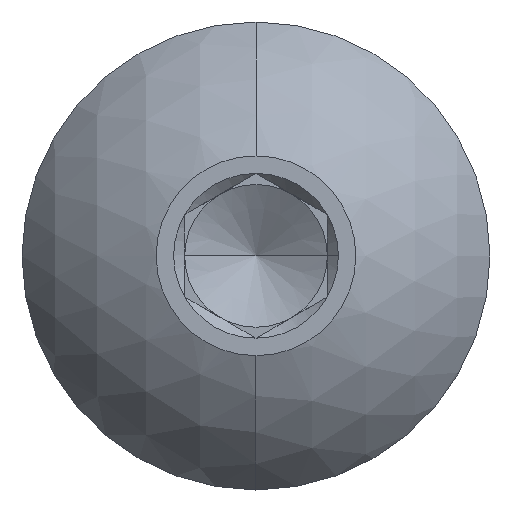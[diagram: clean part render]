
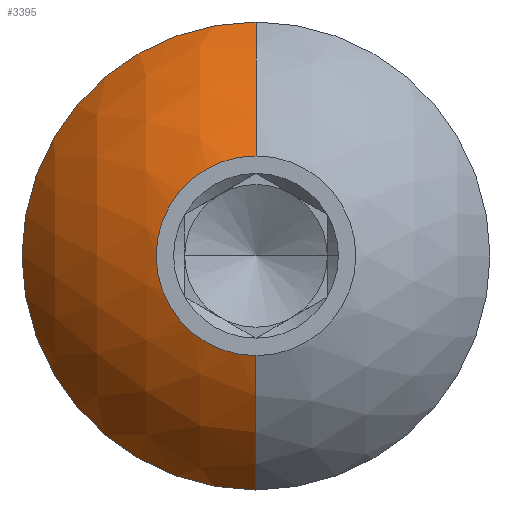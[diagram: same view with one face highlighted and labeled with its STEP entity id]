
A CAD part, top view. The second image highlights one B-rep face of the part: STEP entity #3395.
In plain terms, the highlighted spherical face has radius 2.415 mm.
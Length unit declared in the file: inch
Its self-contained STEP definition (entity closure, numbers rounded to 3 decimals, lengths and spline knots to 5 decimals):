
#59 = DIRECTION ( 'NONE',  ( -1., 0., 0. ) ) ;
#181 = DIRECTION ( 'NONE',  ( 0., 0., 1. ) ) ;
#265 = DIRECTION ( 'NONE',  ( 0., -1., 0. ) ) ;
#393 = EDGE_CURVE ( 'NONE', #3218, #3187, #1735, .T. ) ;
#478 = VERTEX_POINT ( 'NONE', #2077 ) ;
#528 = CIRCLE ( 'NONE', #2913, 0.082 ) ;
#605 = CARTESIAN_POINT ( 'NONE',  ( -0.082, 0., 0.10771 ) ) ;
#625 = EDGE_CURVE ( 'NONE', #3218, #2062, #1412, .T. ) ;
#639 = CARTESIAN_POINT ( 'NONE',  ( 0., 0., 0.05961 ) ) ;
#731 = DIRECTION ( 'NONE',  ( 0., 0., 1. ) ) ;
#761 = CARTESIAN_POINT ( 'NONE',  ( 0., 0., 0.10771 ) ) ;
#853 = EDGE_CURVE ( 'NONE', #1017, #478, #3777, .T. ) ;
#999 = ORIENTED_EDGE ( 'NONE', *, *, #393, .F. ) ;
#1017 = VERTEX_POINT ( 'NONE', #2683 ) ;
#1029 = DIRECTION ( 'NONE',  ( 1., 0., 0. ) ) ;
#1137 = DIRECTION ( 'NONE',  ( 0., 0., 1. ) ) ;
#1159 = DIRECTION ( 'NONE',  ( 1., 0., 0. ) ) ;
#1167 = CARTESIAN_POINT ( 'NONE',  ( 0., 0.035, 0.148 ) ) ;
#1266 = CARTESIAN_POINT ( 'NONE',  ( 0., 0.082, 0.10771 ) ) ;
#1412 = CIRCLE ( 'NONE', #1725, 0.082 ) ;
#1451 = DIRECTION ( 'NONE',  ( -1., 0., 0. ) ) ;
#1543 = ORIENTED_EDGE ( 'NONE', *, *, #625, .T. ) ;
#1594 = ORIENTED_EDGE ( 'NONE', *, *, #3528, .F. ) ;
#1687 = DIRECTION ( 'NONE',  ( 1., 0., 0. ) ) ;
#1725 = AXIS2_PLACEMENT_3D ( 'NONE', #761, #181, #1687 ) ;
#1735 = CIRCLE ( 'NONE', #2103, 0.09507 ) ;
#1983 = DIRECTION ( 'NONE',  ( 0., 0., -1. ) ) ;
#2023 = CARTESIAN_POINT ( 'NONE',  ( 0., 0., 0.10771 ) ) ;
#2062 = VERTEX_POINT ( 'NONE', #605 ) ;
#2077 = CARTESIAN_POINT ( 'NONE',  ( 0., -0.035, 0.148 ) ) ;
#2103 = AXIS2_PLACEMENT_3D ( 'NONE', #2931, #1159, #1983 ) ;
#2175 = AXIS2_PLACEMENT_3D ( 'NONE', #639, #59, #2454 ) ;
#2454 = DIRECTION ( 'NONE',  ( 0., 1., 0. ) ) ;
#2683 = CARTESIAN_POINT ( 'NONE',  ( 0., -0.082, 0.10771 ) ) ;
#2798 = SPHERICAL_SURFACE ( 'NONE', #2175, 0.09507 ) ;
#2902 = EDGE_CURVE ( 'NONE', #2062, #1017, #528, .T. ) ;
#2913 = AXIS2_PLACEMENT_3D ( 'NONE', #2023, #1137, #3188 ) ;
#2931 = CARTESIAN_POINT ( 'NONE',  ( 0., 0., 0.05961 ) ) ;
#2953 = ORIENTED_EDGE ( 'NONE', *, *, #853, .T. ) ;
#3065 = CARTESIAN_POINT ( 'NONE',  ( 0., 0., 0.148 ) ) ;
#3187 = VERTEX_POINT ( 'NONE', #1167 ) ;
#3188 = DIRECTION ( 'NONE',  ( 1., 0., 0. ) ) ;
#3211 = EDGE_LOOP ( 'NONE', ( #3824, #2953, #1594, #999, #1543 ) ) ;
#3218 = VERTEX_POINT ( 'NONE', #1266 ) ;
#3219 = CARTESIAN_POINT ( 'NONE',  ( 0., 0., 0.05961 ) ) ;
#3376 = AXIS2_PLACEMENT_3D ( 'NONE', #3219, #1451, #265 ) ;
#3395 = ADVANCED_FACE ( 'NONE', ( #3731 ), #2798, .T. ) ;
#3466 = CIRCLE ( 'NONE', #3705, 0.035 ) ;
#3528 = EDGE_CURVE ( 'NONE', #3187, #478, #3466, .T. ) ;
#3705 = AXIS2_PLACEMENT_3D ( 'NONE', #3065, #731, #1029 ) ;
#3731 = FACE_OUTER_BOUND ( 'NONE', #3211, .T. ) ;
#3777 = CIRCLE ( 'NONE', #3376, 0.09507 ) ;
#3824 = ORIENTED_EDGE ( 'NONE', *, *, #2902, .T. ) ;
